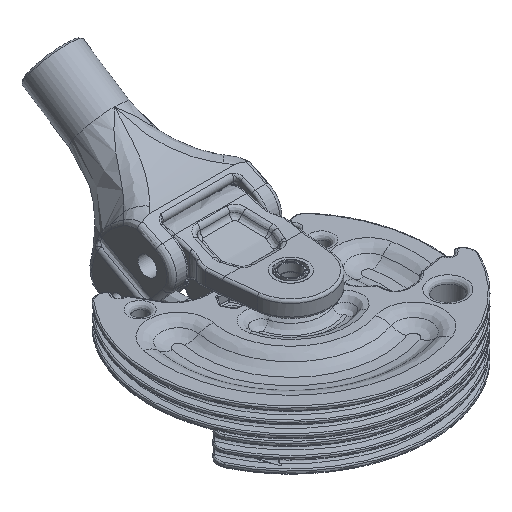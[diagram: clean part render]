
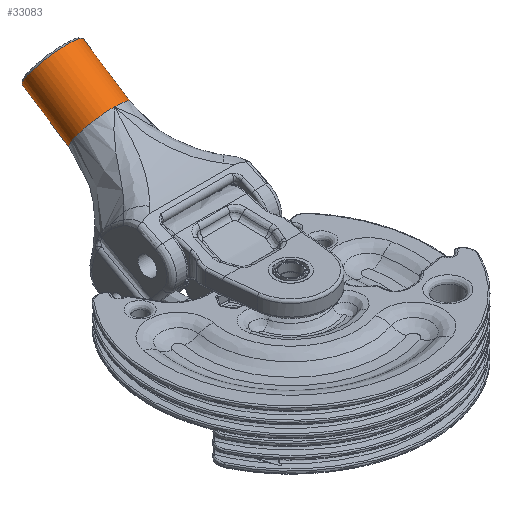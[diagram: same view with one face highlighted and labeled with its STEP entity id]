
A CAD part, isometric view. The second image highlights one B-rep face of the part: STEP entity #33083.
In plain terms, the highlighted free-form (B-spline) face has degree [2, 1] with [9, 2] control points.
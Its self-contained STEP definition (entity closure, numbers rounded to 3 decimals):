
#33046 = EDGE_CURVE('',#33047,#33047,#33049,.T.);
#33047 = VERTEX_POINT('',#33048);
#33048 = CARTESIAN_POINT('',(-4.032,167.457,
    40.275));
#33049 = ( BOUNDED_CURVE() B_SPLINE_CURVE(2,(#33050,#33051,#33052,#33053
    ,#33054,#33055,#33056),.UNSPECIFIED.,.T.,.F.) 
B_SPLINE_CURVE_WITH_KNOTS((3,2,2,3),(3.142,5.236,
7.33,9.425),.PIECEWISE_BEZIER_KNOTS.) CURVE() 
GEOMETRIC_REPRESENTATION_ITEM() RATIONAL_B_SPLINE_CURVE((1.,0.5,1.,0.5,
1.,0.5,1.)) REPRESENTATION_ITEM('') );
#33050 = CARTESIAN_POINT('',(-4.032,167.457,
    40.275));
#33051 = CARTESIAN_POINT('',(-30.772,167.457,
    40.275));
#33052 = CARTESIAN_POINT('',(-17.402,154.753,
    59.636));
#33053 = CARTESIAN_POINT('',(-4.032,142.05,
    78.998));
#33054 = CARTESIAN_POINT('',(9.338,154.753,
    59.636));
#33055 = CARTESIAN_POINT('',(22.707,167.457,
    40.275));
#33056 = CARTESIAN_POINT('',(-4.032,167.457,
    40.275));
#33083 = ADVANCED_FACE('',(#33084),#33113,.T.);
#33084 = FACE_BOUND('',#33085,.T.);
#33085 = EDGE_LOOP('',(#33086,#33087,#33094,#33104,#33112));
#33086 = ORIENTED_EDGE('',*,*,#33046,.F.);
#33087 = ORIENTED_EDGE('',*,*,#33088,.T.);
#33088 = EDGE_CURVE('',#33047,#33089,#33091,.T.);
#33089 = VERTEX_POINT('',#33090);
#33090 = CARTESIAN_POINT('',(-4.032,140.679,
    22.705));
#33091 = B_SPLINE_CURVE_WITH_KNOTS('',1,(#33092,#33093),.UNSPECIFIED.,
  .F.,.F.,(2,2),(-35.822,-11.964),
  .PIECEWISE_BEZIER_KNOTS.);
#33092 = CARTESIAN_POINT('',(-4.032,167.457,
    40.275));
#33093 = CARTESIAN_POINT('',(-4.032,140.679,
    22.705));
#33094 = ORIENTED_EDGE('',*,*,#33095,.F.);
#33095 = EDGE_CURVE('',#33096,#33089,#33098,.T.);
#33096 = VERTEX_POINT('',#33097);
#33097 = CARTESIAN_POINT('',(-4.032,123.74,
    48.52));
#33098 = ( BOUNDED_CURVE() B_SPLINE_CURVE(2,(#33099,#33100,#33101,#33102
,#33103),.UNSPECIFIED.,.F.,.F.) B_SPLINE_CURVE_WITH_KNOTS((3,2,3),(
    4.712,6.283,7.854),
.PIECEWISE_BEZIER_KNOTS.) CURVE() GEOMETRIC_REPRESENTATION_ITEM() 
RATIONAL_B_SPLINE_CURVE((1.,0.707,1.,0.707,1.)) 
REPRESENTATION_ITEM('') );
#33099 = CARTESIAN_POINT('',(-4.032,123.74,
    48.52));
#33100 = CARTESIAN_POINT('',(-19.47,123.74,
    48.52));
#33101 = CARTESIAN_POINT('',(-19.47,132.21,
    35.612));
#33102 = CARTESIAN_POINT('',(-19.47,140.679,
    22.705));
#33103 = CARTESIAN_POINT('',(-4.032,140.679,
    22.705));
#33104 = ORIENTED_EDGE('',*,*,#33105,.F.);
#33105 = EDGE_CURVE('',#33089,#33096,#33106,.T.);
#33106 = ( BOUNDED_CURVE() B_SPLINE_CURVE(2,(#33107,#33108,#33109,#33110
,#33111),.UNSPECIFIED.,.F.,.F.) B_SPLINE_CURVE_WITH_KNOTS((3,2,3),(
    1.571,3.142,4.712),
.PIECEWISE_BEZIER_KNOTS.) CURVE() GEOMETRIC_REPRESENTATION_ITEM() 
RATIONAL_B_SPLINE_CURVE((1.,0.707,1.,0.707,1.)) 
REPRESENTATION_ITEM('') );
#33107 = CARTESIAN_POINT('',(-4.032,140.679,
    22.705));
#33108 = CARTESIAN_POINT('',(11.406,140.679,
    22.705));
#33109 = CARTESIAN_POINT('',(11.406,132.21,
    35.612));
#33110 = CARTESIAN_POINT('',(11.406,123.74,
    48.52));
#33111 = CARTESIAN_POINT('',(-4.032,123.74,
    48.52));
#33112 = ORIENTED_EDGE('',*,*,#33088,.F.);
#33113 = ( BOUNDED_SURFACE() B_SPLINE_SURFACE(2,1,(
    (#33114,#33115)
    ,(#33116,#33117)
    ,(#33118,#33119)
    ,(#33120,#33121)
    ,(#33122,#33123)
    ,(#33124,#33125)
    ,(#33126,#33127)
    ,(#33128,#33129)
    ,(#33130,#33131
)),.UNSPECIFIED.,.T.,.F.,.F.) B_SPLINE_SURFACE_WITH_KNOTS((3,2,2,2,3),(2
    ,2),(3.142,4.189,6.283,8.378,
    9.425),(11.964,35.822),.UNSPECIFIED.) 
GEOMETRIC_REPRESENTATION_ITEM() RATIONAL_B_SPLINE_SURFACE((
    (0.75,0.75)
    ,(0.75,0.75)
    ,(1.,1.)
    ,(0.5,0.5)
    ,(1.,1.)
    ,(0.5,0.5)
    ,(1.,1.)
    ,(0.75,0.75)
,(0.75,0.75))) REPRESENTATION_ITEM('') SURFACE() );
#33114 = CARTESIAN_POINT('',(-4.032,140.679,
    22.705));
#33115 = CARTESIAN_POINT('',(-4.032,167.457,
    40.275));
#33116 = CARTESIAN_POINT('',(-12.945,140.679,
    22.705));
#33117 = CARTESIAN_POINT('',(-12.945,167.457,
    40.275));
#33118 = CARTESIAN_POINT('',(-17.402,136.444,
    29.159));
#33119 = CARTESIAN_POINT('',(-17.402,163.223,
    46.729));
#33120 = CARTESIAN_POINT('',(-30.772,123.74,
    48.52));
#33121 = CARTESIAN_POINT('',(-30.772,150.519,
    66.09));
#33122 = CARTESIAN_POINT('',(-4.032,123.74,
    48.52));
#33123 = CARTESIAN_POINT('',(-4.032,150.519,
    66.09));
#33124 = CARTESIAN_POINT('',(22.707,123.74,
    48.52));
#33125 = CARTESIAN_POINT('',(22.707,150.519,
    66.09));
#33126 = CARTESIAN_POINT('',(9.338,136.444,
    29.159));
#33127 = CARTESIAN_POINT('',(9.338,163.223,
    46.729));
#33128 = CARTESIAN_POINT('',(4.881,140.679,
    22.705));
#33129 = CARTESIAN_POINT('',(4.881,167.457,
    40.275));
#33130 = CARTESIAN_POINT('',(-4.032,140.679,
    22.705));
#33131 = CARTESIAN_POINT('',(-4.032,167.457,
    40.275));
